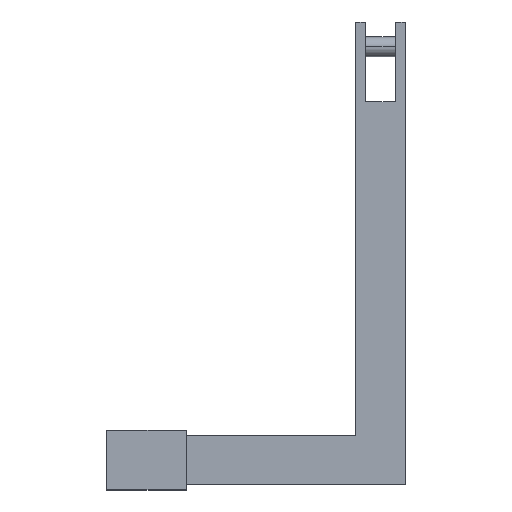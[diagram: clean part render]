
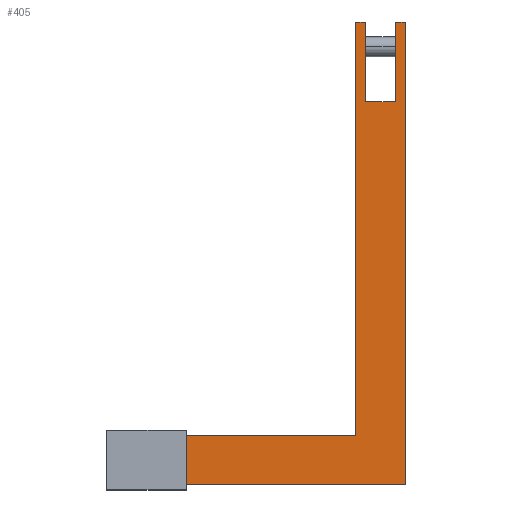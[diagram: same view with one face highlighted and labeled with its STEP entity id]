
A CAD part, top view. The second image highlights one B-rep face of the part: STEP entity #405.
In plain terms, the highlighted planar face has unit normal (0, 0, 1).
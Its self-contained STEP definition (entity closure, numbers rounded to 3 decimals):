
#6 = DIRECTION ( 'NONE',  ( 1., 0., 0. ) ) ;
#19 = CARTESIAN_POINT ( 'NONE',  ( 250., 360., 25. ) ) ;
#27 = VECTOR ( 'NONE', #164, 1000. ) ;
#38 = ORIENTED_EDGE ( 'NONE', *, *, #112, .F. ) ;
#41 = AXIS2_PLACEMENT_3D ( 'NONE', #45, #328, #584 ) ;
#45 = CARTESIAN_POINT ( 'NONE',  ( 260., 25., 25. ) ) ;
#50 = LINE ( 'NONE', #99, #448 ) ;
#51 = ORIENTED_EDGE ( 'NONE', *, *, #453, .T. ) ;
#85 = VECTOR ( 'NONE', #318, 1000. ) ;
#93 = PLANE ( 'NONE',  #41 ) ;
#99 = CARTESIAN_POINT ( 'NONE',  ( 260., 25., 25. ) ) ;
#105 = EDGE_LOOP ( 'NONE', ( #403, #521, #525, #436, #777, #466, #656, #51, #38, #598 ) ) ;
#112 = EDGE_CURVE ( 'NONE', #583, #729, #142, .T. ) ;
#118 = DIRECTION ( 'NONE',  ( 0., -1., 0. ) ) ;
#131 = CARTESIAN_POINT ( 'NONE',  ( 210., 440., 25. ) ) ;
#134 = CARTESIAN_POINT ( 'NONE',  ( 210., 440., 25. ) ) ;
#142 = LINE ( 'NONE', #257, #85 ) ;
#156 = DIRECTION ( 'NONE',  ( 0., -1., 0. ) ) ;
#164 = DIRECTION ( 'NONE',  ( 0., 1., 0. ) ) ;
#165 = VERTEX_POINT ( 'NONE', #756 ) ;
#192 = EDGE_CURVE ( 'NONE', #359, #517, #513, .T. ) ;
#200 = DIRECTION ( 'NONE',  ( 0., 1., 0. ) ) ;
#208 = CARTESIAN_POINT ( 'NONE',  ( 250., 360., 25. ) ) ;
#214 = LINE ( 'NONE', #415, #27 ) ;
#232 = VECTOR ( 'NONE', #768, 1000. ) ;
#257 = CARTESIAN_POINT ( 'NONE',  ( 260., -25., 25. ) ) ;
#276 = VERTEX_POINT ( 'NONE', #377 ) ;
#286 = VERTEX_POINT ( 'NONE', #19 ) ;
#292 = VERTEX_POINT ( 'NONE', #134 ) ;
#305 = EDGE_CURVE ( 'NONE', #292, #276, #492, .T. ) ;
#314 = EDGE_CURVE ( 'NONE', #292, #517, #505, .T. ) ;
#318 = DIRECTION ( 'NONE',  ( -1., 0., 0. ) ) ;
#328 = DIRECTION ( 'NONE',  ( 0., 0., -1. ) ) ;
#339 = DIRECTION ( 'NONE',  ( -1., 0., 0. ) ) ;
#359 = VERTEX_POINT ( 'NONE', #587 ) ;
#375 = EDGE_CURVE ( 'NONE', #165, #399, #522, .T. ) ;
#377 = CARTESIAN_POINT ( 'NONE',  ( 210., 25., 25. ) ) ;
#380 = DIRECTION ( 'NONE',  ( 0., -1., 0. ) ) ;
#399 = VERTEX_POINT ( 'NONE', #643 ) ;
#403 = ORIENTED_EDGE ( 'NONE', *, *, #375, .F. ) ;
#405 = ADVANCED_FACE ( 'NONE', ( #648 ), #93, .F. ) ;
#415 = CARTESIAN_POINT ( 'NONE',  ( 250., 360., 25. ) ) ;
#423 = VECTOR ( 'NONE', #200, 1000. ) ;
#432 = CARTESIAN_POINT ( 'NONE',  ( 260., 25., 25. ) ) ;
#436 = ORIENTED_EDGE ( 'NONE', *, *, #192, .T. ) ;
#441 = CARTESIAN_POINT ( 'NONE',  ( 40., -25., 25. ) ) ;
#446 = VECTOR ( 'NONE', #156, 1000. ) ;
#448 = VECTOR ( 'NONE', #339, 1000. ) ;
#453 = EDGE_CURVE ( 'NONE', #642, #729, #464, .T. ) ;
#457 = VECTOR ( 'NONE', #118, 1000. ) ;
#464 = LINE ( 'NONE', #712, #446 ) ;
#466 = ORIENTED_EDGE ( 'NONE', *, *, #305, .T. ) ;
#492 = LINE ( 'NONE', #131, #537 ) ;
#505 = LINE ( 'NONE', #553, #779 ) ;
#513 = LINE ( 'NONE', #758, #423 ) ;
#517 = VERTEX_POINT ( 'NONE', #599 ) ;
#521 = ORIENTED_EDGE ( 'NONE', *, *, #591, .F. ) ;
#522 = LINE ( 'NONE', #761, #523 ) ;
#523 = VECTOR ( 'NONE', #764, 1000. ) ;
#524 = EDGE_CURVE ( 'NONE', #359, #286, #776, .T. ) ;
#525 = ORIENTED_EDGE ( 'NONE', *, *, #524, .F. ) ;
#530 = CARTESIAN_POINT ( 'NONE',  ( 260., -25., 25. ) ) ;
#537 = VECTOR ( 'NONE', #380, 1000. ) ;
#545 = EDGE_CURVE ( 'NONE', #276, #642, #50, .T. ) ;
#553 = CARTESIAN_POINT ( 'NONE',  ( 260., 440., 25. ) ) ;
#583 = VERTEX_POINT ( 'NONE', #530 ) ;
#584 = DIRECTION ( 'NONE',  ( -1., 0., 0. ) ) ;
#587 = CARTESIAN_POINT ( 'NONE',  ( 220., 360., 25. ) ) ;
#591 = EDGE_CURVE ( 'NONE', #286, #165, #214, .T. ) ;
#598 = ORIENTED_EDGE ( 'NONE', *, *, #739, .F. ) ;
#599 = CARTESIAN_POINT ( 'NONE',  ( 220., 440., 25. ) ) ;
#642 = VERTEX_POINT ( 'NONE', #682 ) ;
#643 = CARTESIAN_POINT ( 'NONE',  ( 260., 440., 25. ) ) ;
#648 = FACE_OUTER_BOUND ( 'NONE', #105, .T. ) ;
#656 = ORIENTED_EDGE ( 'NONE', *, *, #545, .T. ) ;
#672 = LINE ( 'NONE', #432, #457 ) ;
#682 = CARTESIAN_POINT ( 'NONE',  ( 40., 25., 25. ) ) ;
#712 = CARTESIAN_POINT ( 'NONE',  ( 40., 25., 25. ) ) ;
#729 = VERTEX_POINT ( 'NONE', #441 ) ;
#739 = EDGE_CURVE ( 'NONE', #399, #583, #672, .T. ) ;
#756 = CARTESIAN_POINT ( 'NONE',  ( 250., 440., 25. ) ) ;
#758 = CARTESIAN_POINT ( 'NONE',  ( 220., 360., 25. ) ) ;
#761 = CARTESIAN_POINT ( 'NONE',  ( 260., 440., 25. ) ) ;
#764 = DIRECTION ( 'NONE',  ( 1., 0., 0. ) ) ;
#768 = DIRECTION ( 'NONE',  ( 1., 0., 0. ) ) ;
#776 = LINE ( 'NONE', #208, #232 ) ;
#777 = ORIENTED_EDGE ( 'NONE', *, *, #314, .F. ) ;
#779 = VECTOR ( 'NONE', #6, 1000. ) ;
